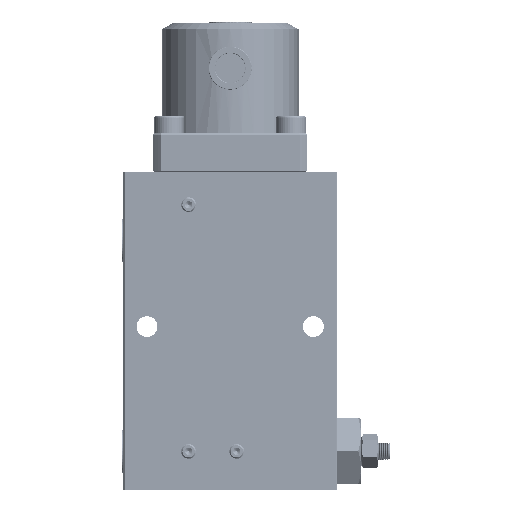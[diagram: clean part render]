
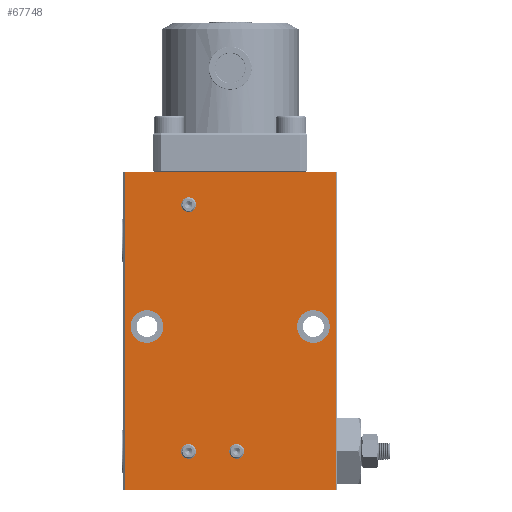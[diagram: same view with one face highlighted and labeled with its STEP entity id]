
A CAD part, front view. The second image highlights one B-rep face of the part: STEP entity #67748.
In plain terms, the highlighted planar face has unit normal (0, 1, 0).
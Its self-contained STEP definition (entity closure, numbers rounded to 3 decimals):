
#3277 = EDGE_CURVE ( 'NONE', #21577, #53260, #8323, .T. ) ;
#3279 = EDGE_LOOP ( 'NONE', ( #16922, #67139 ) ) ;
#3798 = ORIENTED_EDGE ( 'NONE', *, *, #34891, .T. ) ;
#4727 = DIRECTION ( 'NONE',  ( 0., 0., -1. ) ) ;
#5974 = CIRCLE ( 'NONE', #52334, 2.5 ) ;
#7619 = VERTEX_POINT ( 'NONE', #25920 ) ;
#8323 = CIRCLE ( 'NONE', #9022, 5.5 ) ;
#9022 = AXIS2_PLACEMENT_3D ( 'NONE', #57550, #57632, #57405 ) ;
#9104 = EDGE_CURVE ( 'NONE', #18684, #37786, #36988, .T. ) ;
#9193 = ORIENTED_EDGE ( 'NONE', *, *, #45149, .T. ) ;
#9477 = AXIS2_PLACEMENT_3D ( 'NONE', #12370, #49315, #17703 ) ;
#9588 = VERTEX_POINT ( 'NONE', #64542 ) ;
#9858 = VERTEX_POINT ( 'NONE', #55118 ) ;
#10145 = AXIS2_PLACEMENT_3D ( 'NONE', #32509, #32662, #31952 ) ;
#10415 = CARTESIAN_POINT ( 'NONE',  ( 248.982, 23.489, 13. ) ) ;
#11094 = CIRCLE ( 'NONE', #50124, 5.5 ) ;
#12370 = CARTESIAN_POINT ( 'NONE',  ( 290.982, 23.489, 55. ) ) ;
#13749 = CARTESIAN_POINT ( 'NONE',  ( 265.182, 23.489, 15.5 ) ) ;
#14048 = CARTESIAN_POINT ( 'NONE',  ( 234.982, 23.489, 60.5 ) ) ;
#14213 = AXIS2_PLACEMENT_3D ( 'NONE', #67849, #36465, #4727 ) ;
#14670 = CARTESIAN_POINT ( 'NONE',  ( 227.482, 23.489, 0. ) ) ;
#15637 = DIRECTION ( 'NONE',  ( 0., -1., 0. ) ) ;
#15690 = DIRECTION ( 'NONE',  ( 0., 0., 1. ) ) ;
#15758 = DIRECTION ( 'NONE',  ( 0., 0., -1. ) ) ;
#16034 = DIRECTION ( 'NONE',  ( 0., 0., 1. ) ) ;
#16209 = EDGE_CURVE ( 'NONE', #9588, #53757, #58627, .T. ) ;
#16684 = VECTOR ( 'NONE', #38232, 1000. ) ;
#16922 = ORIENTED_EDGE ( 'NONE', *, *, #16209, .T. ) ;
#17286 = ORIENTED_EDGE ( 'NONE', *, *, #36910, .T. ) ;
#17356 = LINE ( 'NONE', #43699, #16684 ) ;
#17703 = DIRECTION ( 'NONE',  ( 0., 0., -1. ) ) ;
#18684 = VERTEX_POINT ( 'NONE', #19712 ) ;
#19616 = ORIENTED_EDGE ( 'NONE', *, *, #53804, .T. ) ;
#19712 = CARTESIAN_POINT ( 'NONE',  ( 298.482, 23.489, 107. ) ) ;
#20138 = CIRCLE ( 'NONE', #14213, 2.5 ) ;
#20903 = CIRCLE ( 'NONE', #56657, 2.5 ) ;
#20991 = CARTESIAN_POINT ( 'NONE',  ( 290.982, 23.489, 60.5 ) ) ;
#21577 = VERTEX_POINT ( 'NONE', #51678 ) ;
#23182 = CARTESIAN_POINT ( 'NONE',  ( 234.982, 23.489, 55. ) ) ;
#23706 = DIRECTION ( 'NONE',  ( 0., -1., 0. ) ) ;
#24055 = VECTOR ( 'NONE', #32679, 1000. ) ;
#24709 = LINE ( 'NONE', #37974, #24055 ) ;
#24745 = CARTESIAN_POINT ( 'NONE',  ( 227.482, 23.489, 107. ) ) ;
#25087 = CARTESIAN_POINT ( 'NONE',  ( 248.982, 23.489, 13. ) ) ;
#25382 = ORIENTED_EDGE ( 'NONE', *, *, #9104, .F. ) ;
#25597 = CARTESIAN_POINT ( 'NONE',  ( 298.482, 23.489, 0. ) ) ;
#25920 = CARTESIAN_POINT ( 'NONE',  ( 248.982, 23.489, 15.5 ) ) ;
#26298 = CARTESIAN_POINT ( 'NONE',  ( 248.982, 23.489, 93.5 ) ) ;
#26342 = CARTESIAN_POINT ( 'NONE',  ( 227.482, 23.489, 107. ) ) ;
#26460 = PLANE ( 'NONE',  #50588 ) ;
#26673 = DIRECTION ( 'NONE',  ( 0., -1., 0. ) ) ;
#28472 = DIRECTION ( 'NONE',  ( 0., 0., -1. ) ) ;
#29105 = EDGE_CURVE ( 'NONE', #36609, #32310, #24709, .T. ) ;
#30435 = DIRECTION ( 'NONE',  ( 0., 0., -1. ) ) ;
#30872 = ORIENTED_EDGE ( 'NONE', *, *, #36199, .T. ) ;
#31815 = CARTESIAN_POINT ( 'NONE',  ( 226.982, 23.489, 107. ) ) ;
#31952 = DIRECTION ( 'NONE',  ( 0., 0., -1. ) ) ;
#32310 = VERTEX_POINT ( 'NONE', #14670 ) ;
#32509 = CARTESIAN_POINT ( 'NONE',  ( 265.182, 23.489, 13. ) ) ;
#32662 = DIRECTION ( 'NONE',  ( 0., -1., 0. ) ) ;
#32679 = DIRECTION ( 'NONE',  ( -1., 0., 0. ) ) ;
#32974 = AXIS2_PLACEMENT_3D ( 'NONE', #23182, #60036, #28472 ) ;
#34754 = CARTESIAN_POINT ( 'NONE',  ( 0., 23.489, 107. ) ) ;
#34891 = EDGE_CURVE ( 'NONE', #18684, #36609, #17356, .T. ) ;
#35506 = ORIENTED_EDGE ( 'NONE', *, *, #39451, .T. ) ;
#35591 = CARTESIAN_POINT ( 'NONE',  ( 234.982, 23.489, 49.5 ) ) ;
#35619 = DIRECTION ( 'NONE',  ( -1., 0., 0. ) ) ;
#36199 = EDGE_CURVE ( 'NONE', #32310, #37786, #67990, .T. ) ;
#36321 = VECTOR ( 'NONE', #35619, 1000. ) ;
#36465 = DIRECTION ( 'NONE',  ( 0., -1., 0. ) ) ;
#36609 = VERTEX_POINT ( 'NONE', #25597 ) ;
#36651 = VERTEX_POINT ( 'NONE', #26298 ) ;
#36910 = EDGE_CURVE ( 'NONE', #36651, #37857, #63388, .T. ) ;
#36988 = LINE ( 'NONE', #34754, #36321 ) ;
#37539 = EDGE_CURVE ( 'NONE', #60779, #54764, #58249, .T. ) ;
#37786 = VERTEX_POINT ( 'NONE', #24745 ) ;
#37857 = VERTEX_POINT ( 'NONE', #61839 ) ;
#37974 = CARTESIAN_POINT ( 'NONE',  ( 0., 23.489, 0. ) ) ;
#38232 = DIRECTION ( 'NONE',  ( 0., 0., -1. ) ) ;
#38538 = ORIENTED_EDGE ( 'NONE', *, *, #3277, .T. ) ;
#39451 = EDGE_CURVE ( 'NONE', #53260, #21577, #43563, .T. ) ;
#41312 = EDGE_LOOP ( 'NONE', ( #17286, #67761 ) ) ;
#42337 = EDGE_LOOP ( 'NONE', ( #38538, #35506 ) ) ;
#42961 = EDGE_CURVE ( 'NONE', #53757, #9588, #20138, .T. ) ;
#43563 = CIRCLE ( 'NONE', #9477, 5.5 ) ;
#43699 = CARTESIAN_POINT ( 'NONE',  ( 298.482, 23.489, 107. ) ) ;
#45149 = EDGE_CURVE ( 'NONE', #7619, #9858, #5974, .T. ) ;
#46136 = AXIS2_PLACEMENT_3D ( 'NONE', #55229, #23706, #60564 ) ;
#47208 = ORIENTED_EDGE ( 'NONE', *, *, #55453, .T. ) ;
#47286 = CARTESIAN_POINT ( 'NONE',  ( 248.982, 23.489, 96. ) ) ;
#47391 = DIRECTION ( 'NONE',  ( 0., -1., 0. ) ) ;
#47652 = DIRECTION ( 'NONE',  ( 0., 1., 0. ) ) ;
#47673 = EDGE_CURVE ( 'NONE', #37857, #36651, #58595, .T. ) ;
#49315 = DIRECTION ( 'NONE',  ( 0., -1., 0. ) ) ;
#50124 = AXIS2_PLACEMENT_3D ( 'NONE', #58246, #26673, #63471 ) ;
#50588 = AXIS2_PLACEMENT_3D ( 'NONE', #31815, #47652, #16034 ) ;
#51678 = CARTESIAN_POINT ( 'NONE',  ( 290.982, 23.489, 49.5 ) ) ;
#52334 = AXIS2_PLACEMENT_3D ( 'NONE', #10415, #47391, #15758 ) ;
#52574 = DIRECTION ( 'NONE',  ( 0., 0., -1. ) ) ;
#53260 = VERTEX_POINT ( 'NONE', #20991 ) ;
#53319 = ORIENTED_EDGE ( 'NONE', *, *, #37539, .T. ) ;
#53757 = VERTEX_POINT ( 'NONE', #13749 ) ;
#53804 = EDGE_CURVE ( 'NONE', #9858, #7619, #20903, .T. ) ;
#54764 = VERTEX_POINT ( 'NONE', #35591 ) ;
#54792 = EDGE_LOOP ( 'NONE', ( #19616, #9193 ) ) ;
#55118 = CARTESIAN_POINT ( 'NONE',  ( 248.982, 23.489, 10.5 ) ) ;
#55229 = CARTESIAN_POINT ( 'NONE',  ( 248.982, 23.489, 96. ) ) ;
#55453 = EDGE_CURVE ( 'NONE', #54764, #60779, #11094, .T. ) ;
#56657 = AXIS2_PLACEMENT_3D ( 'NONE', #25087, #61955, #30435 ) ;
#57405 = DIRECTION ( 'NONE',  ( 0., 0., -1. ) ) ;
#57550 = CARTESIAN_POINT ( 'NONE',  ( 290.982, 23.489, 55. ) ) ;
#57632 = DIRECTION ( 'NONE',  ( 0., -1., 0. ) ) ;
#58246 = CARTESIAN_POINT ( 'NONE',  ( 234.982, 23.489, 55. ) ) ;
#58249 = CIRCLE ( 'NONE', #32974, 5.5 ) ;
#58497 = EDGE_LOOP ( 'NONE', ( #3798, #60587, #30872, #25382 ) ) ;
#58595 = CIRCLE ( 'NONE', #63906, 2.5 ) ;
#58627 = CIRCLE ( 'NONE', #10145, 2.5 ) ;
#60036 = DIRECTION ( 'NONE',  ( 0., -1., 0. ) ) ;
#60564 = DIRECTION ( 'NONE',  ( 0., 0., -1. ) ) ;
#60587 = ORIENTED_EDGE ( 'NONE', *, *, #29105, .T. ) ;
#60779 = VERTEX_POINT ( 'NONE', #14048 ) ;
#61567 = FACE_BOUND ( 'NONE', #41312, .T. ) ;
#61632 = FACE_BOUND ( 'NONE', #3279, .T. ) ;
#61649 = FACE_OUTER_BOUND ( 'NONE', #58497, .T. ) ;
#61839 = CARTESIAN_POINT ( 'NONE',  ( 248.982, 23.489, 98.5 ) ) ;
#61859 = FACE_BOUND ( 'NONE', #54792, .T. ) ;
#61955 = DIRECTION ( 'NONE',  ( 0., -1., 0. ) ) ;
#61990 = FACE_BOUND ( 'NONE', #65344, .T. ) ;
#62055 = FACE_BOUND ( 'NONE', #42337, .T. ) ;
#63388 = CIRCLE ( 'NONE', #46136, 2.5 ) ;
#63471 = DIRECTION ( 'NONE',  ( 0., 0., -1. ) ) ;
#63906 = AXIS2_PLACEMENT_3D ( 'NONE', #47286, #15637, #52574 ) ;
#64542 = CARTESIAN_POINT ( 'NONE',  ( 265.182, 23.489, 10.5 ) ) ;
#65344 = EDGE_LOOP ( 'NONE', ( #47208, #53319 ) ) ;
#67139 = ORIENTED_EDGE ( 'NONE', *, *, #42961, .T. ) ;
#67748 = ADVANCED_FACE ( 'NONE', ( #61649, #61990, #62055, #61632, #61859, #61567 ), #26460, .T. ) ;
#67761 = ORIENTED_EDGE ( 'NONE', *, *, #47673, .T. ) ;
#67822 = VECTOR ( 'NONE', #15690, 1000. ) ;
#67849 = CARTESIAN_POINT ( 'NONE',  ( 265.182, 23.489, 13. ) ) ;
#67990 = LINE ( 'NONE', #26342, #67822 ) ;
